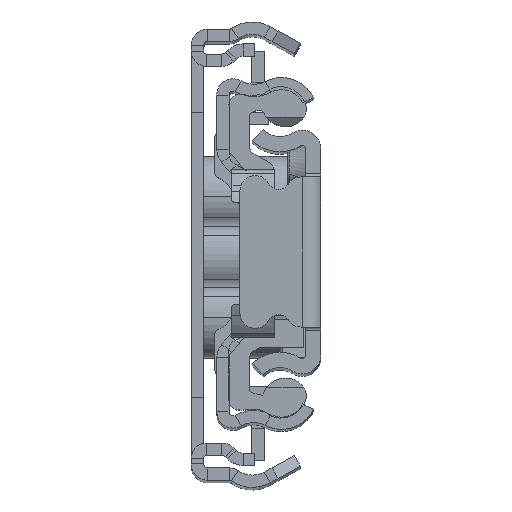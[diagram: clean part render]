
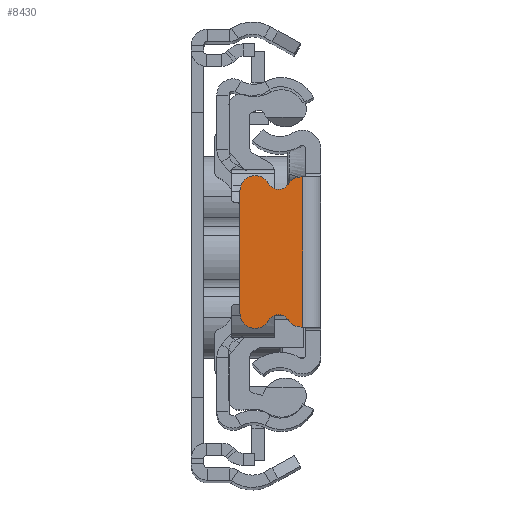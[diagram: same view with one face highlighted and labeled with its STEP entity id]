
A CAD part, top view. The second image highlights one B-rep face of the part: STEP entity #8430.
In plain terms, the highlighted planar face has unit normal (0, 0, 1).
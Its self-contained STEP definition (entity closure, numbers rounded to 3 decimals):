
#593 = LINE ( 'NONE', #18783, #16274 ) ;
#1140 = VERTEX_POINT ( 'NONE', #19360 ) ;
#1272 = CARTESIAN_POINT ( 'NONE',  ( -1.929, 7.37, 0. ) ) ;
#1342 = CARTESIAN_POINT ( 'NONE',  ( -3.206, 6.658, 0. ) ) ;
#1715 = CARTESIAN_POINT ( 'NONE',  ( -6.429, 6., 0. ) ) ;
#1809 = AXIS2_PLACEMENT_3D ( 'NONE', #10964, #21212, #10855 ) ;
#2320 = CIRCLE ( 'NONE', #19556, 1.1 ) ;
#2371 = CARTESIAN_POINT ( 'NONE',  ( -1.75, 7.37, 0. ) ) ;
#2531 = DIRECTION ( 'NONE',  ( 0., 0., 1. ) ) ;
#2855 = DIRECTION ( 'NONE',  ( 0., 0., 1. ) ) ;
#3322 = ORIENTED_EDGE ( 'NONE', *, *, #6433, .F. ) ;
#3599 = AXIS2_PLACEMENT_3D ( 'NONE', #4267, #14645, #17603 ) ;
#3749 = VERTEX_POINT ( 'NONE', #2371 ) ;
#4101 = EDGE_CURVE ( 'NONE', #1140, #5081, #15532, .T. ) ;
#4148 = VERTEX_POINT ( 'NONE', #17649 ) ;
#4267 = CARTESIAN_POINT ( 'NONE',  ( 144.071, 0., 0. ) ) ;
#4687 = DIRECTION ( 'NONE',  ( 1., 0., 0. ) ) ;
#5053 = AXIS2_PLACEMENT_3D ( 'NONE', #5947, #2531, #9378 ) ;
#5081 = VERTEX_POINT ( 'NONE', #14967 ) ;
#5196 = DIRECTION ( 'NONE',  ( 1., 0., 0. ) ) ;
#5508 = DIRECTION ( 'NONE',  ( 0., -1., 0. ) ) ;
#5591 = EDGE_LOOP ( 'NONE', ( #12136, #3322, #18580, #6311, #20685, #17263, #11340, #6428, #16056, #13543 ) ) ;
#5767 = VECTOR ( 'NONE', #4687, 1000. ) ;
#5947 = CARTESIAN_POINT ( 'NONE',  ( -1.929, 5.87, 0. ) ) ;
#6121 = EDGE_CURVE ( 'NONE', #4148, #19220, #19113, .T. ) ;
#6311 = ORIENTED_EDGE ( 'NONE', *, *, #21787, .T. ) ;
#6428 = ORIENTED_EDGE ( 'NONE', *, *, #11791, .T. ) ;
#6433 = EDGE_CURVE ( 'NONE', #4148, #3749, #9324, .T. ) ;
#6570 = EDGE_CURVE ( 'NONE', #9743, #9344, #17024, .T. ) ;
#7262 = DIRECTION ( 'NONE',  ( -1., 0., 0. ) ) ;
#7492 = AXIS2_PLACEMENT_3D ( 'NONE', #9379, #2855, #7613 ) ;
#7608 = VECTOR ( 'NONE', #7262, 1000. ) ;
#7613 = DIRECTION ( 'NONE',  ( 1., 0., 0. ) ) ;
#7935 = CARTESIAN_POINT ( 'NONE',  ( -3.206, -6.658, 0. ) ) ;
#8050 = EDGE_CURVE ( 'NONE', #10692, #10250, #10659, .T. ) ;
#8430 = ADVANCED_FACE ( 'NONE', ( #10880 ), #21117, .T. ) ;
#8456 = DIRECTION ( 'NONE',  ( 0., 0., 1. ) ) ;
#8563 = DIRECTION ( 'NONE',  ( -1., 0., 0. ) ) ;
#9324 = LINE ( 'NONE', #1272, #5767 ) ;
#9344 = VERTEX_POINT ( 'NONE', #11992 ) ;
#9378 = DIRECTION ( 'NONE',  ( -1., 0., 0. ) ) ;
#9379 = CARTESIAN_POINT ( 'NONE',  ( -1.929, -5.87, 0. ) ) ;
#9743 = VERTEX_POINT ( 'NONE', #11274 ) ;
#10109 = CARTESIAN_POINT ( 'NONE',  ( -1.75, -7.37, 0. ) ) ;
#10250 = VERTEX_POINT ( 'NONE', #18075 ) ;
#10432 = EDGE_CURVE ( 'NONE', #9344, #1140, #11998, .T. ) ;
#10659 = CIRCLE ( 'NONE', #7492, 1.5 ) ;
#10692 = VERTEX_POINT ( 'NONE', #7935 ) ;
#10855 = DIRECTION ( 'NONE',  ( -1., 0., 0. ) ) ;
#10880 = FACE_OUTER_BOUND ( 'NONE', #5591, .T. ) ;
#10964 = CARTESIAN_POINT ( 'NONE',  ( -4.142, -7.236, 0. ) ) ;
#11274 = CARTESIAN_POINT ( 'NONE',  ( -5.109, 6.713, 0. ) ) ;
#11340 = ORIENTED_EDGE ( 'NONE', *, *, #4101, .T. ) ;
#11791 = EDGE_CURVE ( 'NONE', #5081, #10692, #14830, .T. ) ;
#11992 = CARTESIAN_POINT ( 'NONE',  ( -7.929, 6., 0. ) ) ;
#11998 = LINE ( 'NONE', #13882, #16543 ) ;
#12109 = CARTESIAN_POINT ( 'NONE',  ( -1.929, -7.37, 0. ) ) ;
#12136 = ORIENTED_EDGE ( 'NONE', *, *, #13266, .F. ) ;
#12158 = DIRECTION ( 'NONE',  ( 0., -1., 0. ) ) ;
#12314 = LINE ( 'NONE', #12109, #7608 ) ;
#13266 = EDGE_CURVE ( 'NONE', #3749, #17183, #593, .T. ) ;
#13543 = ORIENTED_EDGE ( 'NONE', *, *, #16674, .F. ) ;
#13882 = CARTESIAN_POINT ( 'NONE',  ( -7.929, -6., 0. ) ) ;
#14125 = DIRECTION ( 'NONE',  ( 1., 0., 0. ) ) ;
#14645 = DIRECTION ( 'NONE',  ( 0., 0., 1. ) ) ;
#14830 = CIRCLE ( 'NONE', #1809, 1.1 ) ;
#14967 = CARTESIAN_POINT ( 'NONE',  ( -5.109, -6.713, 0. ) ) ;
#15532 = CIRCLE ( 'NONE', #17271, 1.5 ) ;
#16056 = ORIENTED_EDGE ( 'NONE', *, *, #8050, .T. ) ;
#16274 = VECTOR ( 'NONE', #12158, 1000. ) ;
#16543 = VECTOR ( 'NONE', #5508, 1000. ) ;
#16674 = EDGE_CURVE ( 'NONE', #17183, #10250, #12314, .T. ) ;
#17024 = CIRCLE ( 'NONE', #18095, 1.5 ) ;
#17183 = VERTEX_POINT ( 'NONE', #10109 ) ;
#17263 = ORIENTED_EDGE ( 'NONE', *, *, #10432, .T. ) ;
#17271 = AXIS2_PLACEMENT_3D ( 'NONE', #17330, #17545, #14125 ) ;
#17330 = CARTESIAN_POINT ( 'NONE',  ( -6.429, -6., 0. ) ) ;
#17545 = DIRECTION ( 'NONE',  ( 0., 0., 1. ) ) ;
#17603 = DIRECTION ( 'NONE',  ( 1., 0., 0. ) ) ;
#17649 = CARTESIAN_POINT ( 'NONE',  ( -1.929, 7.37, 0. ) ) ;
#18075 = CARTESIAN_POINT ( 'NONE',  ( -1.929, -7.37, 0. ) ) ;
#18095 = AXIS2_PLACEMENT_3D ( 'NONE', #1715, #8456, #8563 ) ;
#18580 = ORIENTED_EDGE ( 'NONE', *, *, #6121, .T. ) ;
#18730 = CARTESIAN_POINT ( 'NONE',  ( -4.142, 7.236, 0. ) ) ;
#18783 = CARTESIAN_POINT ( 'NONE',  ( -1.75, 0., 0. ) ) ;
#19113 = CIRCLE ( 'NONE', #5053, 1.5 ) ;
#19220 = VERTEX_POINT ( 'NONE', #1342 ) ;
#19360 = CARTESIAN_POINT ( 'NONE',  ( -7.929, -6., 0. ) ) ;
#19556 = AXIS2_PLACEMENT_3D ( 'NONE', #18730, #20296, #5196 ) ;
#20296 = DIRECTION ( 'NONE',  ( 0., 0., -1. ) ) ;
#20685 = ORIENTED_EDGE ( 'NONE', *, *, #6570, .T. ) ;
#21117 = PLANE ( 'NONE',  #3599 ) ;
#21212 = DIRECTION ( 'NONE',  ( 0., 0., -1. ) ) ;
#21787 = EDGE_CURVE ( 'NONE', #19220, #9743, #2320, .T. ) ;
